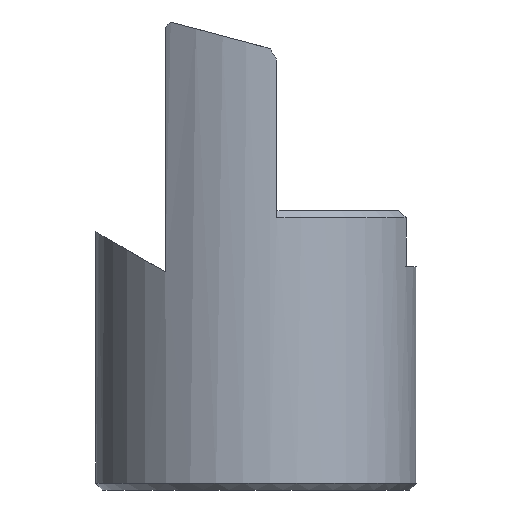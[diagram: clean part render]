
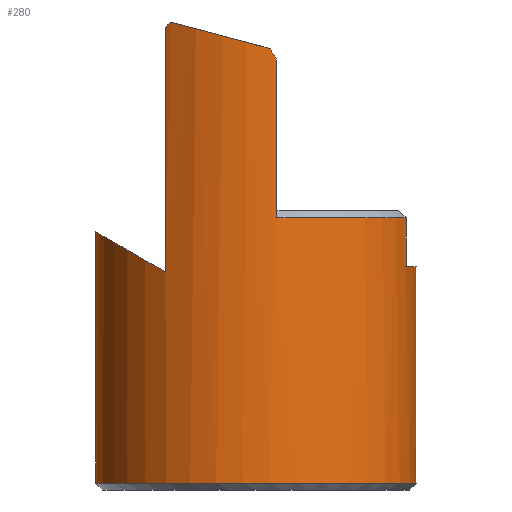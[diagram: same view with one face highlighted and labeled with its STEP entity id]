
A CAD part, left-side view. The second image highlights one B-rep face of the part: STEP entity #280.
In plain terms, the highlighted cylindrical face has radius 11.5 mm (diameter 23 mm), a full revolution.
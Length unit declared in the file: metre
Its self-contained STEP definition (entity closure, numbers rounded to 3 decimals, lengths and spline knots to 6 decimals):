
#30=ELLIPSE('',#317,0.023,0.0115);
#31=ELLIPSE('',#318,0.011906,0.0115);
#32=ELLIPSE('',#319,0.016263,0.0115);
#33=ELLIPSE('',#320,0.013279,0.0115);
#34=ELLIPSE('',#321,0.016263,0.0115);
#35=ELLIPSE('',#322,0.011906,0.0115);
#36=ELLIPSE('',#323,0.023,0.0115);
#37=LINE('',#443,#55);
#38=LINE('',#448,#56);
#39=LINE('',#452,#57);
#40=LINE('',#456,#58);
#41=LINE('',#464,#59);
#42=LINE('',#468,#60);
#55=VECTOR('',#356,1.);
#56=VECTOR('',#359,1.);
#57=VECTOR('',#362,1.);
#58=VECTOR('',#365,1.);
#59=VECTOR('',#372,1.);
#60=VECTOR('',#375,1.);
#75=ORIENTED_EDGE('',*,*,#155,.T.);
#76=ORIENTED_EDGE('',*,*,#156,.T.);
#77=ORIENTED_EDGE('',*,*,#157,.T.);
#78=ORIENTED_EDGE('',*,*,#158,.T.);
#79=ORIENTED_EDGE('',*,*,#159,.F.);
#80=ORIENTED_EDGE('',*,*,#160,.T.);
#81=ORIENTED_EDGE('',*,*,#161,.T.);
#82=ORIENTED_EDGE('',*,*,#162,.T.);
#83=ORIENTED_EDGE('',*,*,#163,.T.);
#84=ORIENTED_EDGE('',*,*,#164,.F.);
#85=ORIENTED_EDGE('',*,*,#165,.T.);
#86=ORIENTED_EDGE('',*,*,#166,.T.);
#87=ORIENTED_EDGE('',*,*,#167,.T.);
#88=ORIENTED_EDGE('',*,*,#168,.T.);
#89=ORIENTED_EDGE('',*,*,#169,.T.);
#90=ORIENTED_EDGE('',*,*,#170,.F.);
#91=ORIENTED_EDGE('',*,*,#171,.T.);
#155=EDGE_CURVE('',#195,#195,#223,.T.);
#156=EDGE_CURVE('',#196,#197,#37,.T.);
#157=EDGE_CURVE('',#197,#198,#224,.F.);
#158=EDGE_CURVE('',#198,#199,#38,.T.);
#159=EDGE_CURVE('',#200,#199,#225,.T.);
#160=EDGE_CURVE('',#200,#201,#39,.F.);
#161=EDGE_CURVE('',#201,#202,#226,.F.);
#162=EDGE_CURVE('',#202,#203,#40,.F.);
#163=EDGE_CURVE('',#203,#204,#30,.F.);
#164=EDGE_CURVE('',#205,#204,#31,.T.);
#165=EDGE_CURVE('',#205,#206,#32,.F.);
#166=EDGE_CURVE('',#206,#207,#41,.T.);
#167=EDGE_CURVE('',#207,#208,#33,.T.);
#168=EDGE_CURVE('',#208,#209,#42,.F.);
#169=EDGE_CURVE('',#209,#210,#34,.F.);
#170=EDGE_CURVE('',#211,#210,#35,.T.);
#171=EDGE_CURVE('',#211,#196,#36,.F.);
#195=VERTEX_POINT('',#442);
#196=VERTEX_POINT('',#444);
#197=VERTEX_POINT('',#445);
#198=VERTEX_POINT('',#447);
#199=VERTEX_POINT('',#449);
#200=VERTEX_POINT('',#451);
#201=VERTEX_POINT('',#453);
#202=VERTEX_POINT('',#455);
#203=VERTEX_POINT('',#457);
#204=VERTEX_POINT('',#459);
#205=VERTEX_POINT('',#461);
#206=VERTEX_POINT('',#463);
#207=VERTEX_POINT('',#465);
#208=VERTEX_POINT('',#467);
#209=VERTEX_POINT('',#469);
#210=VERTEX_POINT('',#471);
#211=VERTEX_POINT('',#473);
#223=CIRCLE('',#313,0.0115);
#224=CIRCLE('',#314,0.0115);
#225=CIRCLE('',#315,0.0115);
#226=CIRCLE('',#316,0.0115);
#234=EDGE_LOOP('',(#75));
#235=EDGE_LOOP('',(#76,#77,#78,#79,#80,#81,#82,#83,#84,#85,#86,#87,#88,
#89,#90,#91));
#256=FACE_BOUND('',#234,.T.);
#257=FACE_BOUND('',#235,.T.);
#277=CYLINDRICAL_SURFACE('',#312,0.0115);
#280=ADVANCED_FACE('',(#256,#257),#277,.T.);
#312=AXIS2_PLACEMENT_3D('',#440,#352,#353);
#313=AXIS2_PLACEMENT_3D('',#441,#354,#355);
#314=AXIS2_PLACEMENT_3D('',#446,#357,#358);
#315=AXIS2_PLACEMENT_3D('',#450,#360,#361);
#316=AXIS2_PLACEMENT_3D('',#454,#363,#364);
#317=AXIS2_PLACEMENT_3D('',#458,#366,#367);
#318=AXIS2_PLACEMENT_3D('',#460,#368,#369);
#319=AXIS2_PLACEMENT_3D('',#462,#370,#371);
#320=AXIS2_PLACEMENT_3D('',#466,#373,#374);
#321=AXIS2_PLACEMENT_3D('',#470,#376,#377);
#322=AXIS2_PLACEMENT_3D('',#472,#378,#379);
#323=AXIS2_PLACEMENT_3D('',#474,#380,#381);
#352=DIRECTION('',(0.,0.,-1.));
#353=DIRECTION('',(-1.,0.,0.));
#354=DIRECTION('',(0.,0.,1.));
#355=DIRECTION('',(1.,0.,0.));
#356=DIRECTION('',(0.,0.,-1.));
#357=DIRECTION('',(0.,0.,1.));
#358=DIRECTION('',(1.,0.,0.));
#359=DIRECTION('',(0.,0.,-1.));
#360=DIRECTION('',(0.,0.,1.));
#361=DIRECTION('',(1.,0.,0.));
#362=DIRECTION('',(0.,0.,-1.));
#363=DIRECTION('',(0.,0.,1.));
#364=DIRECTION('',(1.,0.,0.));
#365=DIRECTION('',(0.,0.,-1.));
#366=DIRECTION('',(0.,-0.866,0.5));
#367=DIRECTION('',(0.,-0.5,-0.866));
#368=DIRECTION('',(0.,-0.259,0.966));
#369=DIRECTION('',(0.,-0.966,-0.259));
#370=DIRECTION('',(0.,0.707,0.707));
#371=DIRECTION('',(0.,0.707,-0.707));
#372=DIRECTION('',(0.,0.,-1.));
#373=DIRECTION('',(0.,0.5,-0.866));
#374=DIRECTION('',(0.,-0.866,-0.5));
#375=DIRECTION('',(0.,0.,-1.));
#376=DIRECTION('',(0.,0.707,0.707));
#377=DIRECTION('',(0.,0.707,-0.707));
#378=DIRECTION('',(0.,-0.259,0.966));
#379=DIRECTION('',(0.,-0.966,-0.259));
#380=DIRECTION('',(0.,-0.866,0.5));
#381=DIRECTION('',(0.,-0.5,-0.866));
#440=CARTESIAN_POINT('',(0.,0.,0.037));
#441=CARTESIAN_POINT('',(0.,0.,0.0025));
#442=CARTESIAN_POINT('',(0.0115,0.,0.0025));
#443=CARTESIAN_POINT('',(0.011402,-0.0015,0.037));
#444=CARTESIAN_POINT('',(0.011402,-0.0015,0.032763));
#445=CARTESIAN_POINT('',(0.011402,-0.0015,0.0215));
#446=CARTESIAN_POINT('',(0.,0.,0.0215));
#447=CARTESIAN_POINT('',(0.0041,-0.010744,0.0215));
#448=CARTESIAN_POINT('',(0.0041,-0.010744,0.037));
#449=CARTESIAN_POINT('',(0.0041,-0.010744,0.018));
#450=CARTESIAN_POINT('',(0.,0.,0.018));
#451=CARTESIAN_POINT('',(-0.0041,-0.010744,0.018));
#452=CARTESIAN_POINT('',(-0.0041,-0.010744,0.037));
#453=CARTESIAN_POINT('',(-0.0041,-0.010744,0.0215));
#454=CARTESIAN_POINT('',(0.,0.,0.0215));
#455=CARTESIAN_POINT('',(-0.011402,-0.0015,0.0215));
#456=CARTESIAN_POINT('',(-0.011402,-0.0015,0.037));
#457=CARTESIAN_POINT('',(-0.011402,-0.0015,0.032763));
#458=CARTESIAN_POINT('',(0.,0.,0.035361));
#459=CARTESIAN_POINT('',(-0.011455,-0.001017,0.033599));
#460=CARTESIAN_POINT('',(0.,0.,0.033872));
#461=CARTESIAN_POINT('',(-0.009745,0.006106,0.035508));
#462=CARTESIAN_POINT('',(0.,0.,0.041613));
#463=CARTESIAN_POINT('',(-0.009487,0.0065,0.035113));
#464=CARTESIAN_POINT('',(-0.009487,0.0065,0.037));
#465=CARTESIAN_POINT('',(-0.009487,0.0065,0.017613));
#466=CARTESIAN_POINT('',(0.,0.,0.01386));
#467=CARTESIAN_POINT('',(0.009487,0.0065,0.017613));
#468=CARTESIAN_POINT('',(0.009487,0.0065,0.037));
#469=CARTESIAN_POINT('',(0.009487,0.0065,0.035113));
#470=CARTESIAN_POINT('',(0.,0.,0.041613));
#471=CARTESIAN_POINT('',(0.009745,0.006106,0.035508));
#472=CARTESIAN_POINT('',(0.,0.,0.033872));
#473=CARTESIAN_POINT('',(0.011455,-0.001017,0.033599));
#474=CARTESIAN_POINT('',(0.,0.,0.035361));
